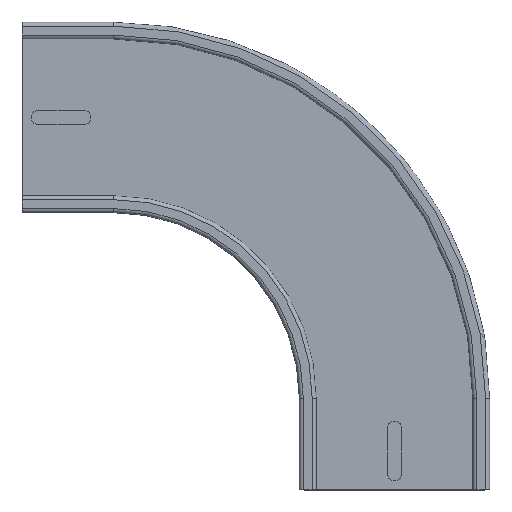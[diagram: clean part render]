
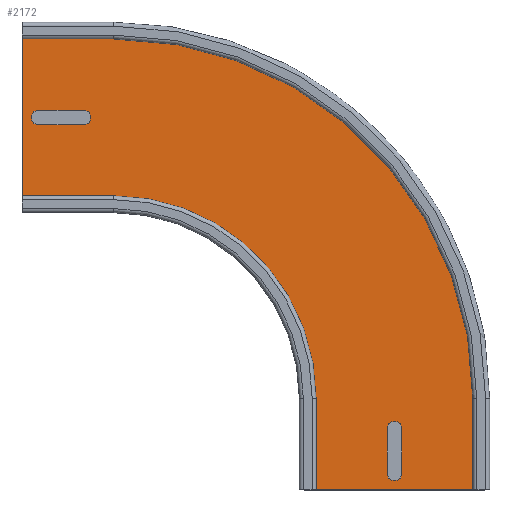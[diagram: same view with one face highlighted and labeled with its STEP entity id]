
A CAD part, top view. The second image highlights one B-rep face of the part: STEP entity #2172.
In plain terms, the highlighted planar face has unit normal (0, 0, 1).
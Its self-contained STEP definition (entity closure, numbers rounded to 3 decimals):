
#124=FACE_OUTER_BOUND('',#258,.T.);
#258=EDGE_LOOP('',(#1515,#1516,#1517,#1518,#1519,#1520,#1521,#1522));
#401=CIRCLE('',#2350,199.8);
#402=CIRCLE('',#2351,102.6);
#566=LINE('',#3481,#746);
#568=LINE('',#3490,#748);
#569=LINE('',#3492,#749);
#570=LINE('',#3494,#750);
#571=LINE('',#3497,#751);
#572=LINE('',#3498,#752);
#746=VECTOR('',#2693,1.);
#748=VECTOR('',#2701,1.);
#749=VECTOR('',#2702,1.);
#750=VECTOR('',#2703,1.);
#751=VECTOR('',#2706,1.);
#752=VECTOR('',#2707,1.);
#942=VERTEX_POINT('',#3478);
#943=VERTEX_POINT('',#3480);
#945=VERTEX_POINT('',#3486);
#946=VERTEX_POINT('',#3487);
#947=VERTEX_POINT('',#3489);
#948=VERTEX_POINT('',#3491);
#949=VERTEX_POINT('',#3493);
#950=VERTEX_POINT('',#3496);
#1167=EDGE_CURVE('',#942,#943,#566,.T.);
#1170=EDGE_CURVE('',#945,#946,#401,.T.);
#1171=EDGE_CURVE('',#945,#947,#568,.T.);
#1172=EDGE_CURVE('',#948,#947,#569,.T.);
#1173=EDGE_CURVE('',#949,#948,#570,.T.);
#1174=EDGE_CURVE('',#949,#943,#402,.T.);
#1175=EDGE_CURVE('',#942,#950,#571,.T.);
#1176=EDGE_CURVE('',#950,#946,#572,.T.);
#1515=ORIENTED_EDGE('',*,*,#1170,.F.);
#1516=ORIENTED_EDGE('',*,*,#1171,.T.);
#1517=ORIENTED_EDGE('',*,*,#1172,.F.);
#1518=ORIENTED_EDGE('',*,*,#1173,.F.);
#1519=ORIENTED_EDGE('',*,*,#1174,.T.);
#1520=ORIENTED_EDGE('',*,*,#1167,.F.);
#1521=ORIENTED_EDGE('',*,*,#1175,.T.);
#1522=ORIENTED_EDGE('',*,*,#1176,.T.);
#2122=PLANE('',#2349);
#2172=ADVANCED_FACE('',(#124),#2122,.T.);
#2349=AXIS2_PLACEMENT_3D('',#3485,#2697,#2698);
#2350=AXIS2_PLACEMENT_3D('',#3488,#2699,#2700);
#2351=AXIS2_PLACEMENT_3D('',#3495,#2704,#2705);
#2693=DIRECTION('',(0.,1.,0.));
#2697=DIRECTION('center_axis',(0.,0.,
1.));
#2698=DIRECTION('ref_axis',(1.,0.,0.));
#2699=DIRECTION('center_axis',(0.,0.,-1.));
#2700=DIRECTION('ref_axis',(0.,1.,0.));
#2701=DIRECTION('',(-1.,0.,0.));
#2702=DIRECTION('',(0.,1.,0.));
#2703=DIRECTION('',(-1.,0.,0.));
#2704=DIRECTION('center_axis',(0.,0.,-1.));
#2705=DIRECTION('ref_axis',(0.,1.,0.));
#2706=DIRECTION('',(1.,0.,0.));
#2707=DIRECTION('',(0.,1.,0.));
#3478=CARTESIAN_POINT('',(154.637,-144.113,0.6));
#3480=CARTESIAN_POINT('',(154.637,-94.813,0.6));
#3481=CARTESIAN_POINT('',(154.637,-144.113,0.6));
#3485=CARTESIAN_POINT('Origin',(154.637,-144.113,0.6));
#3486=CARTESIAN_POINT('',(52.037,104.987,0.6));
#3487=CARTESIAN_POINT('',(251.837,-94.813,0.6));
#3488=CARTESIAN_POINT('Origin',(52.037,-94.813,0.6));
#3489=CARTESIAN_POINT('',(2.737,104.987,0.6));
#3490=CARTESIAN_POINT('',(52.037,104.987,0.6));
#3491=CARTESIAN_POINT('',(2.737,7.787,0.6));
#3492=CARTESIAN_POINT('',(2.737,7.787,0.6));
#3493=CARTESIAN_POINT('',(52.037,7.787,0.6));
#3494=CARTESIAN_POINT('',(52.037,7.787,0.6));
#3495=CARTESIAN_POINT('Origin',(52.037,-94.813,0.6));
#3496=CARTESIAN_POINT('',(251.837,-144.113,0.6));
#3497=CARTESIAN_POINT('',(154.637,-144.113,0.6));
#3498=CARTESIAN_POINT('',(251.837,-144.113,0.6));
